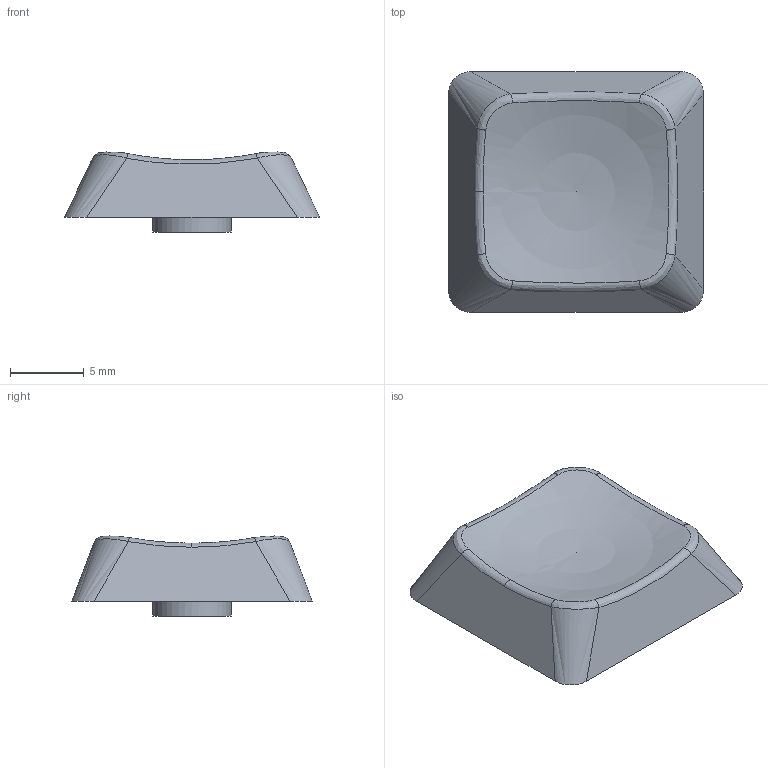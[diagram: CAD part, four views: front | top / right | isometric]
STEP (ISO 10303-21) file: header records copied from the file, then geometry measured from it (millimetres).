
FILE_DESCRIPTION(('Open CASCADE Model'),'2;1');
FILE_NAME('Open CASCADE Shape Model','2024-10-21T10:35:21',('Author'),( 'Open CASCADE'),'Open CASCADE STEP processor 7.7','Open CASCADE 7.7' ,'Unknown');
FILE_SCHEMA(('AUTOMOTIVE_DESIGN { 1 0 10303 214 1 1 1 1 }'));
Length unit declared in the file: millimetre
Products named in the file (1): Open CASCADE STEP translator 7.7 3
Bounding box: 17.3 x 16.3 x 5.42 mm (x, y, z)
Volume: 674.3 mm3; surface area: 805.7 mm2
Topology: 1 solids, 1 shells, 64 faces, 154 edges, 94 vertices
Faces by surface type: plane 28, bspline 25, cylinder 5, cone 5, sphere 1
Full cylindrical faces by diameter (mm): 5.3 x1
Entity records: 6094 total; most frequent: CARTESIAN_POINT 3285, DIRECTION 434, ORIENTED_EDGE 306, PCURVE 306, DEFINITIONAL_REPRESENTATION 306, LINE 284, VECTOR 284, EDGE_CURVE 153
